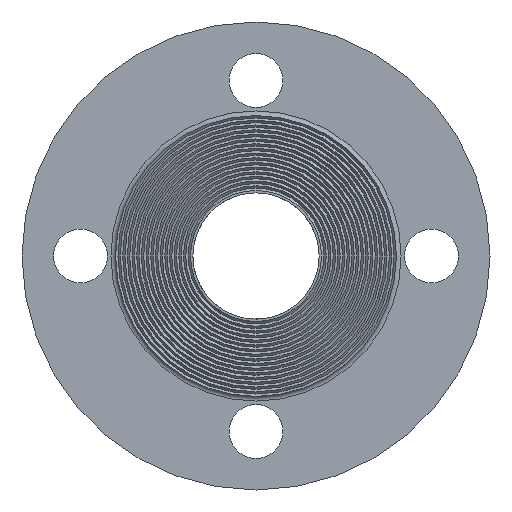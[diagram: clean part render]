
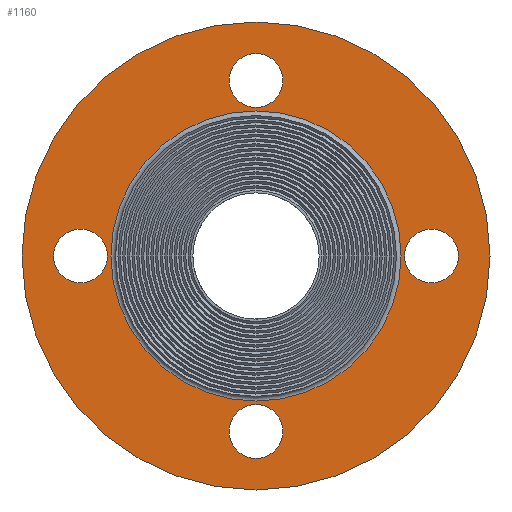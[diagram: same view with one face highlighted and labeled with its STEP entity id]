
A CAD part, left-side view. The second image highlights one B-rep face of the part: STEP entity #1160.
In plain terms, the highlighted planar face has unit normal (-1, 0, 0).
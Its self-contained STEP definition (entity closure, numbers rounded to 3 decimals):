
#15=FACE_BOUND('',#274,.T.);
#16=FACE_BOUND('',#275,.T.);
#17=FACE_BOUND('',#276,.T.);
#18=FACE_BOUND('',#277,.T.);
#19=FACE_BOUND('',#278,.T.);
#27=PLANE('',#1357);
#216=FACE_OUTER_BOUND('',#273,.T.);
#273=EDGE_LOOP('',(#1037,#1038));
#274=EDGE_LOOP('',(#1039));
#275=EDGE_LOOP('',(#1040));
#276=EDGE_LOOP('',(#1041));
#277=EDGE_LOOP('',(#1042));
#278=EDGE_LOOP('',(#1043,#1044));
#333=CIRCLE('',#1239,5.75);
#336=CIRCLE('',#1243,5.75);
#339=CIRCLE('',#1247,5.75);
#342=CIRCLE('',#1251,5.75);
#411=CIRCLE('',#1353,31.);
#412=CIRCLE('',#1354,31.);
#415=CIRCLE('',#1358,50.);
#416=CIRCLE('',#1359,50.);
#464=VERTEX_POINT('',#1905);
#467=VERTEX_POINT('',#1913);
#470=VERTEX_POINT('',#1921);
#473=VERTEX_POINT('',#1929);
#542=VERTEX_POINT('',#2132);
#543=VERTEX_POINT('',#2134);
#545=VERTEX_POINT('',#2141);
#546=VERTEX_POINT('',#2142);
#604=EDGE_CURVE('',#464,#464,#333,.T.);
#608=EDGE_CURVE('',#467,#467,#336,.T.);
#612=EDGE_CURVE('',#470,#470,#339,.T.);
#616=EDGE_CURVE('',#473,#473,#342,.T.);
#717=EDGE_CURVE('',#543,#542,#411,.T.);
#718=EDGE_CURVE('',#542,#543,#412,.T.);
#721=EDGE_CURVE('',#545,#546,#415,.T.);
#722=EDGE_CURVE('',#546,#545,#416,.T.);
#1037=ORIENTED_EDGE('',*,*,#721,.F.);
#1038=ORIENTED_EDGE('',*,*,#722,.F.);
#1039=ORIENTED_EDGE('',*,*,#604,.T.);
#1040=ORIENTED_EDGE('',*,*,#608,.T.);
#1041=ORIENTED_EDGE('',*,*,#612,.T.);
#1042=ORIENTED_EDGE('',*,*,#616,.T.);
#1043=ORIENTED_EDGE('',*,*,#717,.T.);
#1044=ORIENTED_EDGE('',*,*,#718,.T.);
#1160=ADVANCED_FACE('',(#216,#15,#16,#17,#18,#19),#27,.T.);
#1239=AXIS2_PLACEMENT_3D('',#1907,#1489,#1490);
#1243=AXIS2_PLACEMENT_3D('',#1915,#1498,#1499);
#1247=AXIS2_PLACEMENT_3D('',#1923,#1507,#1508);
#1251=AXIS2_PLACEMENT_3D('',#1931,#1516,#1517);
#1353=AXIS2_PLACEMENT_3D('',#2135,#1752,#1753);
#1354=AXIS2_PLACEMENT_3D('',#2136,#1754,#1755);
#1357=AXIS2_PLACEMENT_3D('',#2140,#1760,#1761);
#1358=AXIS2_PLACEMENT_3D('',#2143,#1762,#1763);
#1359=AXIS2_PLACEMENT_3D('',#2144,#1764,#1765);
#1489=DIRECTION('center_axis',(1.,0.,0.));
#1490=DIRECTION('ref_axis',(0.,0.,-1.));
#1498=DIRECTION('center_axis',(1.,0.,0.));
#1499=DIRECTION('ref_axis',(0.,0.,-1.));
#1507=DIRECTION('center_axis',(1.,0.,0.));
#1508=DIRECTION('ref_axis',(0.,0.,-1.));
#1516=DIRECTION('center_axis',(1.,0.,0.));
#1517=DIRECTION('ref_axis',(0.,0.,-1.));
#1752=DIRECTION('center_axis',(1.,0.,0.));
#1753=DIRECTION('ref_axis',(0.,1.,0.));
#1754=DIRECTION('center_axis',(1.,0.,0.));
#1755=DIRECTION('ref_axis',(0.,1.,0.));
#1760=DIRECTION('center_axis',(-1.,0.,0.));
#1761=DIRECTION('ref_axis',(0.,0.,1.));
#1762=DIRECTION('center_axis',(1.,0.,0.));
#1763=DIRECTION('ref_axis',(0.,1.,0.));
#1764=DIRECTION('center_axis',(1.,0.,0.));
#1765=DIRECTION('ref_axis',(0.,1.,0.));
#1905=CARTESIAN_POINT('',(0.,-37.5,5.75));
#1907=CARTESIAN_POINT('Origin',(0.,-37.5,0.));
#1913=CARTESIAN_POINT('',(0.,0.,-31.75));
#1915=CARTESIAN_POINT('Origin',(0.,0.,-37.5));
#1921=CARTESIAN_POINT('',(0.,0.,43.25));
#1923=CARTESIAN_POINT('Origin',(0.,0.,37.5));
#1929=CARTESIAN_POINT('',(0.,37.5,5.75));
#1931=CARTESIAN_POINT('Origin',(0.,37.5,0.));
#2132=CARTESIAN_POINT('',(0.,0.,31.));
#2134=CARTESIAN_POINT('',(0.,31.,0.));
#2135=CARTESIAN_POINT('Origin',(0.,0.,0.));
#2136=CARTESIAN_POINT('Origin',(0.,0.,0.));
#2140=CARTESIAN_POINT('Origin',(0.,40.5,0.));
#2141=CARTESIAN_POINT('',(0.,50.,0.));
#2142=CARTESIAN_POINT('',(0.,-50.,0.));
#2143=CARTESIAN_POINT('Origin',(0.,0.,0.));
#2144=CARTESIAN_POINT('Origin',(0.,0.,0.));
